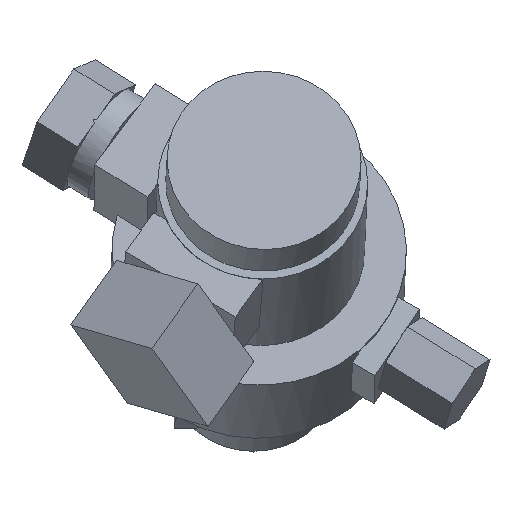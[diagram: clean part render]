
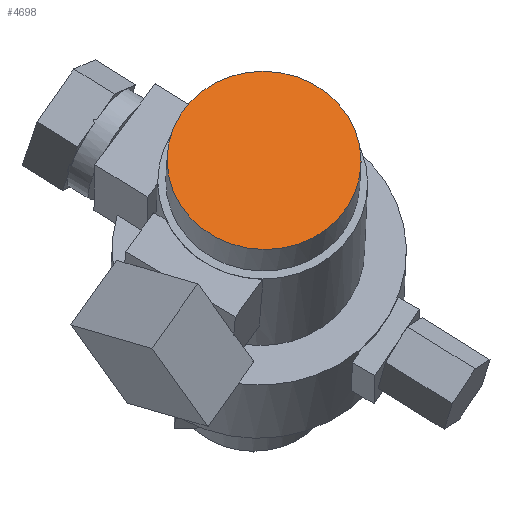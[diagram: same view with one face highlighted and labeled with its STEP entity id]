
A CAD part, top view. The second image highlights one B-rep face of the part: STEP entity #4698.
In plain terms, the highlighted planar face has unit normal (0.023, 0.394, 0.919).
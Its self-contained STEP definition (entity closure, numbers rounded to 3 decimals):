
#3036 = CYLINDRICAL_SURFACE('',#3037,23.004);
#3037 = AXIS2_PLACEMENT_3D('',#3038,#3039,#3040);
#3038 = CARTESIAN_POINT('',(44.924,3.794,
    379.571));
#3039 = DIRECTION('',(0.023,0.393,0.919)
  );
#3040 = DIRECTION('',(0.,0.919,-0.394)
  );
#4044 = VERTEX_POINT('',#4045);
#4045 = CARTESIAN_POINT('',(45.23,30.116,
    382.605));
#4066 = EDGE_CURVE('',#4044,#4044,#4067,.T.);
#4067 = SURFACE_CURVE('',#4068,(#4073,#4080),.PCURVE_S1.);
#4068 = CIRCLE('',#4069,23.004);
#4069 = AXIS2_PLACEMENT_3D('',#4070,#4071,#4072);
#4070 = CARTESIAN_POINT('',(45.23,8.969,
    391.659));
#4071 = DIRECTION('',(0.023,0.393,0.919)
  );
#4072 = DIRECTION('',(0.,0.919,-0.394)
  );
#4073 = PCURVE('',#3036,#4074);
#4074 = DEFINITIONAL_REPRESENTATION('',(#4075),#4079);
#4075 = LINE('',#4076,#4077);
#4076 = CARTESIAN_POINT('',(0.,13.152));
#4077 = VECTOR('',#4078,1.);
#4078 = DIRECTION('',(1.,0.));
#4079 = ( GEOMETRIC_REPRESENTATION_CONTEXT(2) 
PARAMETRIC_REPRESENTATION_CONTEXT() REPRESENTATION_CONTEXT('2D SPACE',''
  ) );
#4080 = PCURVE('',#4081,#4086);
#4081 = PLANE('',#4082);
#4082 = AXIS2_PLACEMENT_3D('',#4083,#4084,#4085);
#4083 = CARTESIAN_POINT('',(45.23,8.969,
    391.659));
#4084 = DIRECTION('',(0.023,0.393,0.919)
  );
#4085 = DIRECTION('',(0.,0.919,-0.394)
  );
#4086 = DEFINITIONAL_REPRESENTATION('',(#4087),#4091);
#4087 = CIRCLE('',#4088,23.004);
#4088 = AXIS2_PLACEMENT_2D('',#4089,#4090);
#4089 = CARTESIAN_POINT('',(0.,0.));
#4090 = DIRECTION('',(1.,0.));
#4091 = ( GEOMETRIC_REPRESENTATION_CONTEXT(2) 
PARAMETRIC_REPRESENTATION_CONTEXT() REPRESENTATION_CONTEXT('2D SPACE',''
  ) );
#4698 = ADVANCED_FACE('',(#4699),#4081,.T.);
#4699 = FACE_BOUND('',#4700,.T.);
#4700 = EDGE_LOOP('',(#4701));
#4701 = ORIENTED_EDGE('',*,*,#4066,.T.);
